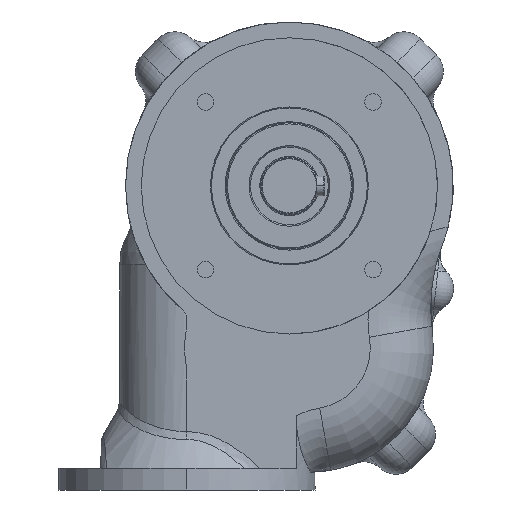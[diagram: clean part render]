
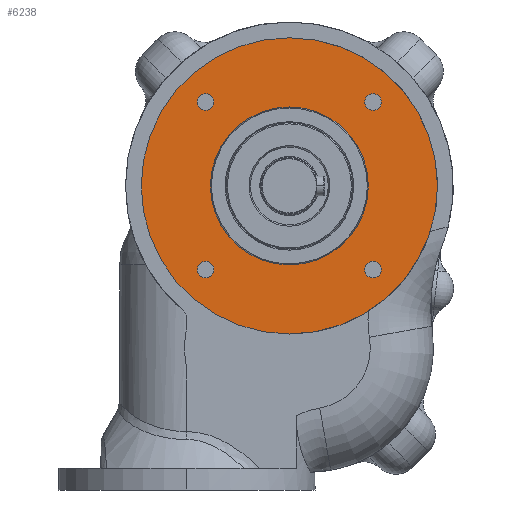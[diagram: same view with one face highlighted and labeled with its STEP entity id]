
A CAD part, left-side view. The second image highlights one B-rep face of the part: STEP entity #6238.
In plain terms, the highlighted planar face has unit normal (-1, 0, 0).
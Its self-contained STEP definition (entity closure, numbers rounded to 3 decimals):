
#18 = DIRECTION ( 'NONE',  ( 1., 0., 0. ) ) ;
#28 = CARTESIAN_POINT ( 'NONE',  ( -20.5, -4.787, 96.113 ) ) ;
#269 = EDGE_CURVE ( 'Defeature ausgef�hrt1_184+Defeature ausgef�hrt1_155+Defeature ausgef�hrt1_155+Defeature ausgef�hrt1_155', #7609, #4471, #5639, .T. ) ;
#270 = VERTEX_POINT ( 'NONE', #4476 ) ;
#299 = ORIENTED_EDGE ( 'NONE', *, *, #3390, .T. ) ;
#425 = AXIS2_PLACEMENT_3D ( 'NONE', #3787, #9397, #4359 ) ;
#555 = EDGE_CURVE ( 'Defeature ausgef�hrt1_178+Defeature ausgef�hrt1_155+Defeature ausgef�hrt1_155+Defeature ausgef�hrt1_155', #2607, #6618, #8366, .T. ) ;
#649 = AXIS2_PLACEMENT_3D ( 'NONE', #7692, #7167, #9157 ) ;
#742 = CARTESIAN_POINT ( 'NONE',  ( -20.5, -47.213, 55.787 ) ) ;
#748 = EDGE_LOOP ( 'NONE', ( #3547, #8834 ) ) ;
#770 = DIRECTION ( 'NONE',  ( 0., 0., 1. ) ) ;
#877 = ORIENTED_EDGE ( 'NONE', *, *, #1708, .F. ) ;
#1050 = ORIENTED_EDGE ( 'NONE', *, *, #8223, .F. ) ;
#1332 = EDGE_CURVE ( 'Defeature ausgef�hrt1_182+Defeature ausgef�hrt1_155+Defeature ausgef�hrt1_155+Defeature ausgef�hrt1_155', #9082, #7085, #7325, .T. ) ;
#1451 = ORIENTED_EDGE ( 'NONE', *, *, #2469, .F. ) ;
#1532 = DIRECTION ( 'NONE',  ( -1., 0., 0. ) ) ;
#1550 = CARTESIAN_POINT ( 'NONE',  ( -20.5, -4.787, 53.687 ) ) ;
#1572 = DIRECTION ( 'NONE',  ( -1., 0., 0. ) ) ;
#1578 = FACE_BOUND ( 'NONE', #6409, .T. ) ;
#1586 = ORIENTED_EDGE ( 'NONE', *, *, #555, .F. ) ;
#1595 = DIRECTION ( 'NONE',  ( 0., 0., 1. ) ) ;
#1631 = CARTESIAN_POINT ( 'NONE',  ( -20.5, -4.787, 98.213 ) ) ;
#1708 = EDGE_CURVE ( 'Defeature ausgef�hrt1_151+Defeature ausgef�hrt1_155+Defeature ausgef�hrt1_155+Defeature ausgef�hrt1_155', #7213, #6910, #7335, .T. ) ;
#1894 = EDGE_CURVE ( 'Defeature ausgef�hrt1_155+Defeature ausgef�hrt1_154+Defeature ausgef�hrt1_154+Defeature ausgef�hrt1_154', #7911, #270, #9003, .T. ) ;
#2173 = CARTESIAN_POINT ( 'NONE',  ( -20.5, -26., 114.5 ) ) ;
#2214 = AXIS2_PLACEMENT_3D ( 'NONE', #7378, #5954, #8941 ) ;
#2222 = DIRECTION ( 'NONE',  ( -1., 0., 0. ) ) ;
#2258 = DIRECTION ( 'NONE',  ( -1., 0., 0. ) ) ;
#2262 = CIRCLE ( 'NONE', #425, 2.1 ) ;
#2336 = CARTESIAN_POINT ( 'NONE',  ( -20.5, -4.787, 98.213 ) ) ;
#2469 = EDGE_CURVE ( 'Defeature ausgef�hrt1_180+Defeature ausgef�hrt1_155+Defeature ausgef�hrt1_155+Defeature ausgef�hrt1_155', #7581, #8180, #7505, .T. ) ;
#2525 = FACE_BOUND ( 'NONE', #748, .T. ) ;
#2607 = VERTEX_POINT ( 'NONE', #3872 ) ;
#2748 = CARTESIAN_POINT ( 'NONE',  ( -20.5, -47.213, 57.887 ) ) ;
#2779 = CARTESIAN_POINT ( 'NONE',  ( -20.5, -4.787, 55.787 ) ) ;
#2847 = CIRCLE ( 'NONE', #3903, 37.5 ) ;
#2916 = AXIS2_PLACEMENT_3D ( 'NONE', #2336, #1572, #5241 ) ;
#2978 = EDGE_LOOP ( 'NONE', ( #3219, #6525 ) ) ;
#2991 = ORIENTED_EDGE ( 'NONE', *, *, #8929, .F. ) ;
#3149 = FACE_BOUND ( 'NONE', #2978, .T. ) ;
#3194 = CARTESIAN_POINT ( 'NONE',  ( -20.5, -26., 77. ) ) ;
#3219 = ORIENTED_EDGE ( 'NONE', *, *, #8087, .F. ) ;
#3301 = CIRCLE ( 'NONE', #9367, 2.1 ) ;
#3390 = EDGE_CURVE ( 'Defeature ausgef�hrt1_155+Defeature ausgef�hrt1_154+Defeature ausgef�hrt1_154+Defeature ausgef�hrt1_154', #270, #7911, #3570, .T. ) ;
#3547 = ORIENTED_EDGE ( 'NONE', *, *, #8918, .F. ) ;
#3570 = CIRCLE ( 'NONE', #6896, 20. ) ;
#3619 = AXIS2_PLACEMENT_3D ( 'NONE', #1631, #1532, #5998 ) ;
#3787 = CARTESIAN_POINT ( 'NONE',  ( -20.5, -47.213, 98.213 ) ) ;
#3857 = FACE_BOUND ( 'NONE', #6365, .T. ) ;
#3872 = CARTESIAN_POINT ( 'NONE',  ( -20.5, -47.213, 96.113 ) ) ;
#3903 = AXIS2_PLACEMENT_3D ( 'NONE', #7676, #7008, #6288 ) ;
#4280 = AXIS2_PLACEMENT_3D ( 'NONE', #4651, #7547, #8254 ) ;
#4359 = DIRECTION ( 'NONE',  ( 0., 0., 1. ) ) ;
#4471 = VERTEX_POINT ( 'NONE', #6194 ) ;
#4476 = CARTESIAN_POINT ( 'NONE',  ( -20.5, -26., 97. ) ) ;
#4488 = CARTESIAN_POINT ( 'NONE',  ( -20.5, -26., 77. ) ) ;
#4580 = DIRECTION ( 'NONE',  ( 1., 0., 0. ) ) ;
#4651 = CARTESIAN_POINT ( 'NONE',  ( -20.5, -47.213, 98.213 ) ) ;
#4753 = DIRECTION ( 'NONE',  ( 0., 0., -1. ) ) ;
#4860 = CARTESIAN_POINT ( 'NONE',  ( -20.5, -26., 77. ) ) ;
#5088 = CARTESIAN_POINT ( 'NONE',  ( -20.5, -26., 39.5 ) ) ;
#5241 = DIRECTION ( 'NONE',  ( 0., 0., 1. ) ) ;
#5295 = CIRCLE ( 'NONE', #5577, 2.1 ) ;
#5396 = CARTESIAN_POINT ( 'NONE',  ( -20.5, -47.213, 53.687 ) ) ;
#5430 = CIRCLE ( 'NONE', #3619, 2.1 ) ;
#5577 = AXIS2_PLACEMENT_3D ( 'NONE', #7379, #2258, #770 ) ;
#5639 = CIRCLE ( 'NONE', #2916, 2.1 ) ;
#5954 = DIRECTION ( 'NONE',  ( 1., 0., 0. ) ) ;
#5998 = DIRECTION ( 'NONE',  ( 0., 0., 1. ) ) ;
#6038 = PLANE ( 'NONE',  #2214 ) ;
#6144 = CARTESIAN_POINT ( 'NONE',  ( -20.5, -26., 57. ) ) ;
#6194 = CARTESIAN_POINT ( 'NONE',  ( -20.5, -4.787, 100.313 ) ) ;
#6238 = ADVANCED_FACE ( 'Defeature ausgef�hrt1_155', ( #2525, #3149, #8094, #3857, #1578, #6708 ), #6038, .F. ) ;
#6288 = DIRECTION ( 'NONE',  ( 0., 0., -1. ) ) ;
#6365 = EDGE_LOOP ( 'NONE', ( #8330, #1586 ) ) ;
#6409 = EDGE_LOOP ( 'NONE', ( #8304, #299 ) ) ;
#6525 = ORIENTED_EDGE ( 'NONE', *, *, #1332, .F. ) ;
#6618 = VERTEX_POINT ( 'NONE', #7544 ) ;
#6708 = FACE_OUTER_BOUND ( 'NONE', #7890, .T. ) ;
#6896 = AXIS2_PLACEMENT_3D ( 'NONE', #4860, #7758, #8416 ) ;
#6910 = VERTEX_POINT ( 'NONE', #2173 ) ;
#7008 = DIRECTION ( 'NONE',  ( 1., 0., 0. ) ) ;
#7085 = VERTEX_POINT ( 'NONE', #7790 ) ;
#7167 = DIRECTION ( 'NONE',  ( -1., 0., 0. ) ) ;
#7195 = DIRECTION ( 'NONE',  ( 0., 0., 1. ) ) ;
#7213 = VERTEX_POINT ( 'NONE', #5088 ) ;
#7325 = CIRCLE ( 'NONE', #649, 2.1 ) ;
#7335 = CIRCLE ( 'NONE', #9150, 37.5 ) ;
#7378 = CARTESIAN_POINT ( 'NONE',  ( -20.5, -26., 77. ) ) ;
#7379 = CARTESIAN_POINT ( 'NONE',  ( -20.5, -47.213, 55.787 ) ) ;
#7479 = EDGE_LOOP ( 'NONE', ( #1451, #2991 ) ) ;
#7505 = CIRCLE ( 'NONE', #9162, 2.1 ) ;
#7544 = CARTESIAN_POINT ( 'NONE',  ( -20.5, -47.213, 100.313 ) ) ;
#7547 = DIRECTION ( 'NONE',  ( -1., 0., 0. ) ) ;
#7581 = VERTEX_POINT ( 'NONE', #2748 ) ;
#7609 = VERTEX_POINT ( 'NONE', #28 ) ;
#7676 = CARTESIAN_POINT ( 'NONE',  ( -20.5, -26., 77. ) ) ;
#7692 = CARTESIAN_POINT ( 'NONE',  ( -20.5, -4.787, 55.787 ) ) ;
#7758 = DIRECTION ( 'NONE',  ( 1., 0., 0. ) ) ;
#7790 = CARTESIAN_POINT ( 'NONE',  ( -20.5, -4.787, 57.887 ) ) ;
#7890 = EDGE_LOOP ( 'NONE', ( #1050, #877 ) ) ;
#7911 = VERTEX_POINT ( 'NONE', #6144 ) ;
#8087 = EDGE_CURVE ( 'Defeature ausgef�hrt1_182+Defeature ausgef�hrt1_155+Defeature ausgef�hrt1_155+Defeature ausgef�hrt1_155', #7085, #9082, #3301, .T. ) ;
#8094 = FACE_BOUND ( 'NONE', #7479, .T. ) ;
#8180 = VERTEX_POINT ( 'NONE', #5396 ) ;
#8223 = EDGE_CURVE ( 'Defeature ausgef�hrt1_151+Defeature ausgef�hrt1_155+Defeature ausgef�hrt1_155+Defeature ausgef�hrt1_155', #6910, #7213, #2847, .T. ) ;
#8254 = DIRECTION ( 'NONE',  ( 0., 0., 1. ) ) ;
#8304 = ORIENTED_EDGE ( 'NONE', *, *, #1894, .T. ) ;
#8330 = ORIENTED_EDGE ( 'NONE', *, *, #9088, .F. ) ;
#8366 = CIRCLE ( 'NONE', #4280, 2.1 ) ;
#8402 = AXIS2_PLACEMENT_3D ( 'NONE', #3194, #4580, #4753 ) ;
#8416 = DIRECTION ( 'NONE',  ( 0., 0., -1. ) ) ;
#8717 = DIRECTION ( 'NONE',  ( 0., 0., -1. ) ) ;
#8834 = ORIENTED_EDGE ( 'NONE', *, *, #269, .F. ) ;
#8918 = EDGE_CURVE ( 'Defeature ausgef�hrt1_184+Defeature ausgef�hrt1_155+Defeature ausgef�hrt1_155+Defeature ausgef�hrt1_155', #4471, #7609, #5430, .T. ) ;
#8929 = EDGE_CURVE ( 'Defeature ausgef�hrt1_180+Defeature ausgef�hrt1_155+Defeature ausgef�hrt1_155+Defeature ausgef�hrt1_155', #8180, #7581, #5295, .T. ) ;
#8941 = DIRECTION ( 'NONE',  ( 0., 0., -1. ) ) ;
#9003 = CIRCLE ( 'NONE', #8402, 20. ) ;
#9082 = VERTEX_POINT ( 'NONE', #1550 ) ;
#9088 = EDGE_CURVE ( 'Defeature ausgef�hrt1_178+Defeature ausgef�hrt1_155+Defeature ausgef�hrt1_155+Defeature ausgef�hrt1_155', #6618, #2607, #2262, .T. ) ;
#9150 = AXIS2_PLACEMENT_3D ( 'NONE', #4488, #18, #8717 ) ;
#9157 = DIRECTION ( 'NONE',  ( 0., 0., 1. ) ) ;
#9162 = AXIS2_PLACEMENT_3D ( 'NONE', #742, #2222, #1595 ) ;
#9331 = DIRECTION ( 'NONE',  ( -1., 0., 0. ) ) ;
#9367 = AXIS2_PLACEMENT_3D ( 'NONE', #2779, #9331, #7195 ) ;
#9397 = DIRECTION ( 'NONE',  ( -1., 0., 0. ) ) ;
